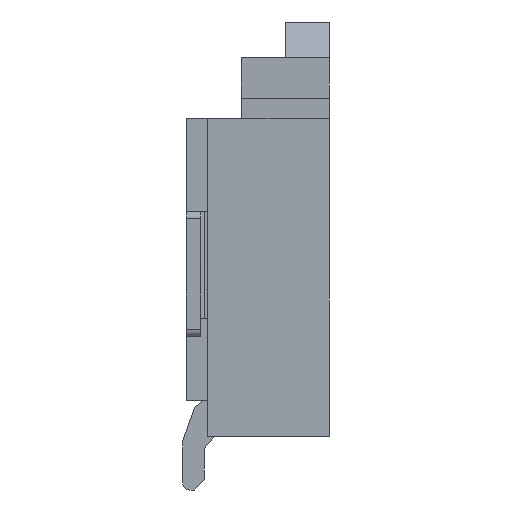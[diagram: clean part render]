
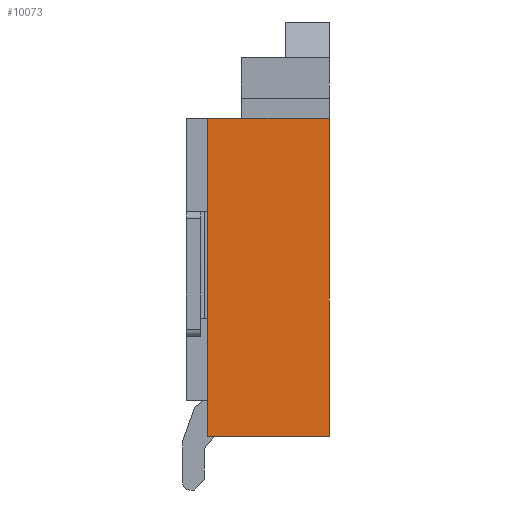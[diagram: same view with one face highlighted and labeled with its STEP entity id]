
A CAD part, left-side view. The second image highlights one B-rep face of the part: STEP entity #10073.
In plain terms, the highlighted planar face has unit normal (-1, 0, 0).
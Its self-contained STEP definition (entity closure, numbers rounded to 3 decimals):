
#1546 = DIRECTION ( 'NONE',  ( 0., -1., 0. ) ) ;
#1967 = CARTESIAN_POINT ( 'NONE',  ( -4.35, 0.7, -1.55 ) ) ;
#2707 = CARTESIAN_POINT ( 'NONE',  ( -4.35, 0.7, 4.45 ) ) ;
#2862 = EDGE_LOOP ( 'NONE', ( #24605, #7609, #10325, #27560 ) ) ;
#3005 = VERTEX_POINT ( 'NONE', #2707 ) ;
#3415 = CARTESIAN_POINT ( 'NONE',  ( -4.35, -1., 0. ) ) ;
#3447 = VERTEX_POINT ( 'NONE', #19895 ) ;
#4516 = CARTESIAN_POINT ( 'NONE',  ( -4.35, -1., 4.45 ) ) ;
#5926 = VERTEX_POINT ( 'NONE', #13103 ) ;
#6679 = FACE_OUTER_BOUND ( 'NONE', #2862, .T. ) ;
#6689 = VERTEX_POINT ( 'NONE', #15569 ) ;
#7609 = ORIENTED_EDGE ( 'NONE', *, *, #20154, .F. ) ;
#7755 = VECTOR ( 'NONE', #1546, 1000. ) ;
#8923 = DIRECTION ( 'NONE',  ( 0., -1., 0. ) ) ;
#9108 = DIRECTION ( 'NONE',  ( 0., 0., -1. ) ) ;
#10073 = ADVANCED_FACE ( 'NONE', ( #6679 ), #24194, .F. ) ;
#10325 = ORIENTED_EDGE ( 'NONE', *, *, #28121, .T. ) ;
#11644 = LINE ( 'NONE', #26446, #21930 ) ;
#12253 = VECTOR ( 'NONE', #22550, 1000. ) ;
#12877 = DIRECTION ( 'NONE',  ( 0., 0., 1. ) ) ;
#13103 = CARTESIAN_POINT ( 'NONE',  ( -4.35, -1., 0. ) ) ;
#13272 = DIRECTION ( 'NONE',  ( 1., 0., 0. ) ) ;
#13466 = AXIS2_PLACEMENT_3D ( 'NONE', #4516, #13272, #9108 ) ;
#15569 = CARTESIAN_POINT ( 'NONE',  ( -4.35, 0.7, 0. ) ) ;
#16228 = CARTESIAN_POINT ( 'NONE',  ( -4.35, -1., 4.45 ) ) ;
#19895 = CARTESIAN_POINT ( 'NONE',  ( -4.35, -1., 4.45 ) ) ;
#20154 = EDGE_CURVE ( 'NONE', #6689, #3005, #26368, .T. ) ;
#20717 = VECTOR ( 'NONE', #12877, 1000. ) ;
#21930 = VECTOR ( 'NONE', #8923, 1000. ) ;
#22550 = DIRECTION ( 'NONE',  ( 0., 0., -1. ) ) ;
#22697 = LINE ( 'NONE', #16228, #12253 ) ;
#24194 = PLANE ( 'NONE',  #13466 ) ;
#24605 = ORIENTED_EDGE ( 'NONE', *, *, #27664, .F. ) ;
#25103 = LINE ( 'NONE', #3415, #7755 ) ;
#26368 = LINE ( 'NONE', #1967, #20717 ) ;
#26446 = CARTESIAN_POINT ( 'NONE',  ( -4.35, -1., 4.45 ) ) ;
#26603 = EDGE_CURVE ( 'NONE', #3447, #5926, #22697, .T. ) ;
#27560 = ORIENTED_EDGE ( 'NONE', *, *, #26603, .F. ) ;
#27664 = EDGE_CURVE ( 'NONE', #3005, #3447, #11644, .T. ) ;
#28121 = EDGE_CURVE ( 'NONE', #6689, #5926, #25103, .T. ) ;
